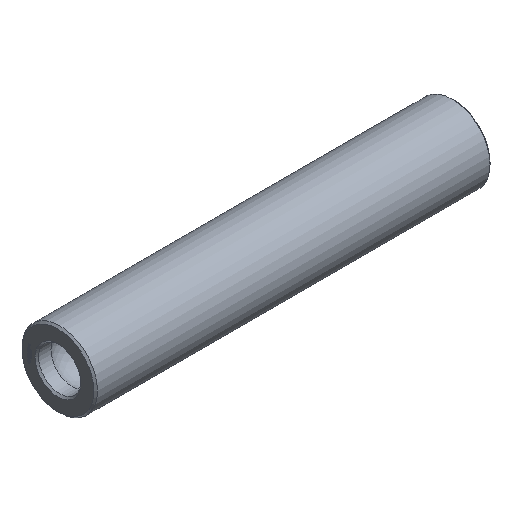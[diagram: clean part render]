
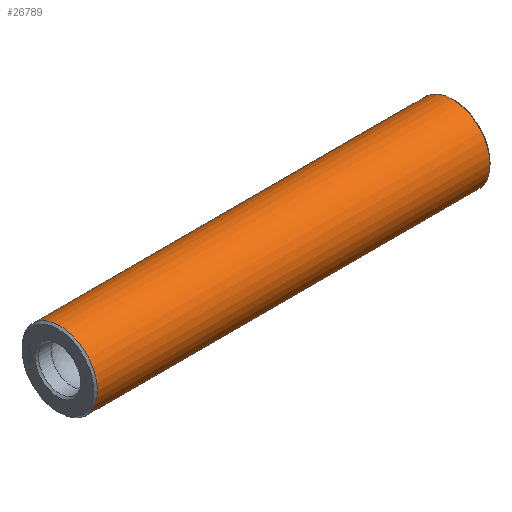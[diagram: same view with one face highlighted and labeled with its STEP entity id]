
A CAD part, isometric view. The second image highlights one B-rep face of the part: STEP entity #26789.
In plain terms, the highlighted cylindrical face has radius 6.25 mm (diameter 12.5 mm), a full revolution.
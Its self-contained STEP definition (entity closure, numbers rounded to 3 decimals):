
#126 = CONICAL_SURFACE('',#127,5.95,0.785);
#127 = AXIS2_PLACEMENT_3D('',#128,#129,#130);
#128 = CARTESIAN_POINT('',(-65.625,0.,0.));
#129 = DIRECTION('',(1.,0.,0.));
#130 = DIRECTION('',(0.,0.,1.));
#9953 = VERTEX_POINT('',#9954);
#9954 = CARTESIAN_POINT('',(-65.325,0.,6.25));
#9975 = EDGE_CURVE('',#9953,#9953,#9976,.T.);
#9976 = SURFACE_CURVE('',#9977,(#9982,#9989),.PCURVE_S1.);
#9977 = CIRCLE('',#9978,6.25);
#9978 = AXIS2_PLACEMENT_3D('',#9979,#9980,#9981);
#9979 = CARTESIAN_POINT('',(-65.325,0.,0.));
#9980 = DIRECTION('',(1.,0.,0.));
#9981 = DIRECTION('',(0.,0.,1.));
#9982 = PCURVE('',#126,#9983);
#9983 = DEFINITIONAL_REPRESENTATION('',(#9984),#9988);
#9984 = LINE('',#9985,#9986);
#9985 = CARTESIAN_POINT('',(0.,0.3));
#9986 = VECTOR('',#9987,1.);
#9987 = DIRECTION('',(1.,0.));
#9988 = ( GEOMETRIC_REPRESENTATION_CONTEXT(2) 
PARAMETRIC_REPRESENTATION_CONTEXT() REPRESENTATION_CONTEXT('2D SPACE',''
  ) );
#9989 = PCURVE('',#9990,#9995);
#9990 = CYLINDRICAL_SURFACE('',#9991,6.25);
#9991 = AXIS2_PLACEMENT_3D('',#9992,#9993,#9994);
#9992 = CARTESIAN_POINT('',(-65.325,0.,0.));
#9993 = DIRECTION('',(1.,0.,0.));
#9994 = DIRECTION('',(0.,0.,1.));
#9995 = DEFINITIONAL_REPRESENTATION('',(#9996),#10000);
#9996 = LINE('',#9997,#9998);
#9997 = CARTESIAN_POINT('',(0.,0.));
#9998 = VECTOR('',#9999,1.);
#9999 = DIRECTION('',(1.,0.));
#10000 = ( GEOMETRIC_REPRESENTATION_CONTEXT(2) 
PARAMETRIC_REPRESENTATION_CONTEXT() REPRESENTATION_CONTEXT('2D SPACE',''
  ) );
#26789 = ADVANCED_FACE('',(#26790),#9990,.T.);
#26790 = FACE_BOUND('',#26791,.T.);
#26791 = EDGE_LOOP('',(#26792,#26793,#26816,#26843));
#26792 = ORIENTED_EDGE('',*,*,#9975,.T.);
#26793 = ORIENTED_EDGE('',*,*,#26794,.T.);
#26794 = EDGE_CURVE('',#9953,#26795,#26797,.T.);
#26795 = VERTEX_POINT('',#26796);
#26796 = CARTESIAN_POINT('',(-0.3,0.,6.25));
#26797 = SEAM_CURVE('',#26798,(#26802,#26809),.PCURVE_S1.);
#26798 = LINE('',#26799,#26800);
#26799 = CARTESIAN_POINT('',(-65.325,0.,6.25));
#26800 = VECTOR('',#26801,1.);
#26801 = DIRECTION('',(1.,0.,0.));
#26802 = PCURVE('',#9990,#26803);
#26803 = DEFINITIONAL_REPRESENTATION('',(#26804),#26808);
#26804 = LINE('',#26805,#26806);
#26805 = CARTESIAN_POINT('',(0.,0.));
#26806 = VECTOR('',#26807,1.);
#26807 = DIRECTION('',(0.,1.));
#26808 = ( GEOMETRIC_REPRESENTATION_CONTEXT(2) 
PARAMETRIC_REPRESENTATION_CONTEXT() REPRESENTATION_CONTEXT('2D SPACE',''
  ) );
#26809 = PCURVE('',#9990,#26810);
#26810 = DEFINITIONAL_REPRESENTATION('',(#26811),#26815);
#26811 = LINE('',#26812,#26813);
#26812 = CARTESIAN_POINT('',(6.283,0.));
#26813 = VECTOR('',#26814,1.);
#26814 = DIRECTION('',(0.,1.));
#26815 = ( GEOMETRIC_REPRESENTATION_CONTEXT(2) 
PARAMETRIC_REPRESENTATION_CONTEXT() REPRESENTATION_CONTEXT('2D SPACE',''
  ) );
#26816 = ORIENTED_EDGE('',*,*,#26817,.F.);
#26817 = EDGE_CURVE('',#26795,#26795,#26818,.T.);
#26818 = SURFACE_CURVE('',#26819,(#26824,#26831),.PCURVE_S1.);
#26819 = CIRCLE('',#26820,6.25);
#26820 = AXIS2_PLACEMENT_3D('',#26821,#26822,#26823);
#26821 = CARTESIAN_POINT('',(-0.3,0.,0.));
#26822 = DIRECTION('',(1.,0.,0.));
#26823 = DIRECTION('',(0.,0.,1.));
#26824 = PCURVE('',#9990,#26825);
#26825 = DEFINITIONAL_REPRESENTATION('',(#26826),#26830);
#26826 = LINE('',#26827,#26828);
#26827 = CARTESIAN_POINT('',(0.,65.025));
#26828 = VECTOR('',#26829,1.);
#26829 = DIRECTION('',(1.,0.));
#26830 = ( GEOMETRIC_REPRESENTATION_CONTEXT(2) 
PARAMETRIC_REPRESENTATION_CONTEXT() REPRESENTATION_CONTEXT('2D SPACE',''
  ) );
#26831 = PCURVE('',#26832,#26837);
#26832 = CONICAL_SURFACE('',#26833,6.25,0.785);
#26833 = AXIS2_PLACEMENT_3D('',#26834,#26835,#26836);
#26834 = CARTESIAN_POINT('',(-0.3,0.,0.));
#26835 = DIRECTION('',(-1.,-0.,-0.));
#26836 = DIRECTION('',(0.,0.,1.));
#26837 = DEFINITIONAL_REPRESENTATION('',(#26838),#26842);
#26838 = LINE('',#26839,#26840);
#26839 = CARTESIAN_POINT('',(-0.,-0.));
#26840 = VECTOR('',#26841,1.);
#26841 = DIRECTION('',(-1.,-0.));
#26842 = ( GEOMETRIC_REPRESENTATION_CONTEXT(2) 
PARAMETRIC_REPRESENTATION_CONTEXT() REPRESENTATION_CONTEXT('2D SPACE',''
  ) );
#26843 = ORIENTED_EDGE('',*,*,#26794,.F.);
